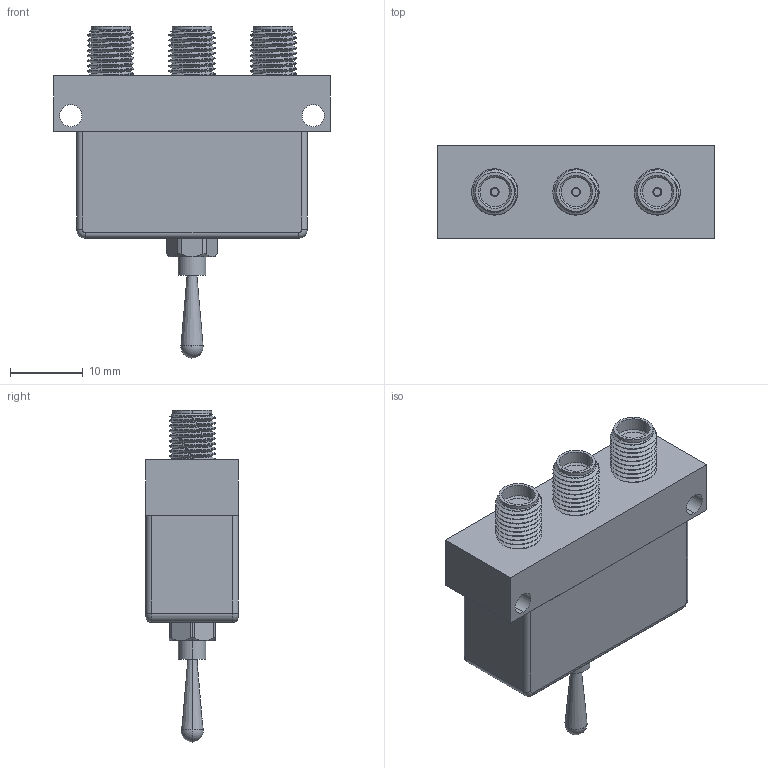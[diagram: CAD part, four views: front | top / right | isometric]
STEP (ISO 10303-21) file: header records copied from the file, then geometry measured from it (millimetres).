
FILE_DESCRIPTION (( 'STEP AP203' ), '1' );
FILE_NAME ('FMSM1000.step', '2018-07-19T15:09:09', ( '' ), ( '' ), 'SwSTEP 2.0', 'SolidWorks 2017', '' );
FILE_SCHEMA (( 'CONFIG_CONTROL_DESIGN' ));
Length unit declared in the file: inch
Products named in the file (1): FMSM1000
Bounding box: 38.1 x 12.76 x 45.67 mm (x, y, z)
Volume: 10047.7 mm3; surface area: 4887.8 mm2
Topology: 3 solids, 3 shells, 848 faces, 2236 edges, 1481 vertices
Faces by surface type: plane 481, bspline 237, cylinder 100, cone 24, torus 4, sphere 2
Entity records: 41914 total; most frequent: CARTESIAN_POINT 22751, ORIENTED_EDGE 4462, DIRECTION 2976, EDGE_CURVE 2231, LINE 1498, VECTOR 1498, VERTEX_POINT 1478, EDGE_LOOP 941
